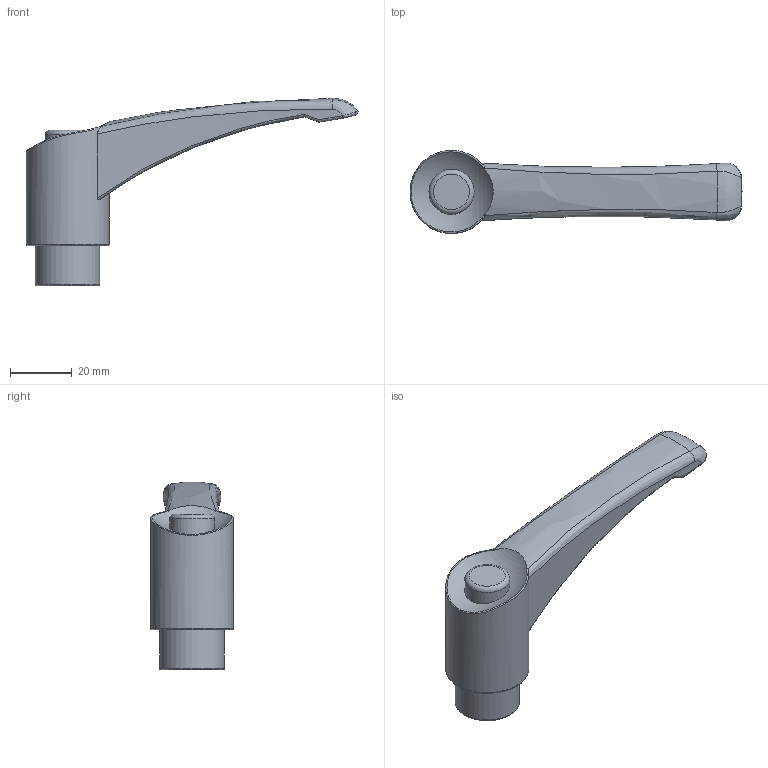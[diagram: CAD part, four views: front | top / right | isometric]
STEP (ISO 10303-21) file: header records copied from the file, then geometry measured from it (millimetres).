
FILE_DESCRIPTION( ( 'Unknown' ), '1' );
FILE_NAME( '7342050_LRB95_M12.stp', 'Unknown', ( 'Unknown' ), ( 'Unknown' ), 'PSStep 14.0', 'Unknown', ' ' );
FILE_SCHEMA( ( 'AUTOMOTIVE_DESIGN { 1 0 10303 214 1 1 1 1 }' ) );
Length unit declared in the file: millimetre
Products named in the file (1): 1
Bounding box: 107.95 x 27 x 60.93 mm (x, y, z)
Volume: 34892.3 mm3; surface area: 11709.2 mm2
Topology: 1 solids, 1 shells, 60 faces, 144 edges, 90 vertices
Faces by surface type: bspline 28, cylinder 12, plane 8, torus 7, cone 2, sphere 2, revolution 1
Full cylindrical faces by diameter (mm): 10.106 x2, 14.6 x1, 14.65 x1, 21 x1, 27 x1
Entity records: 7551 total; most frequent: CARTESIAN_POINT 5974, ORIENTED_EDGE 264, DIRECTION 147, EDGE_CURVE 132, VERTEX_POINT 87, B_SPLINE_CURVE_WITH_KNOTS 86, EDGE_LOOP 73, AXIS2_PLACEMENT_3D 69
